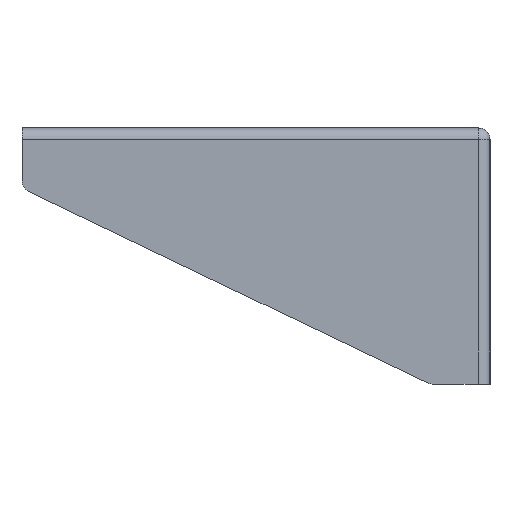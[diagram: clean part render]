
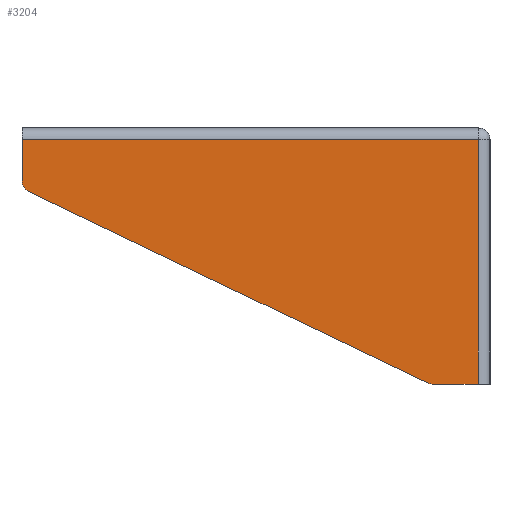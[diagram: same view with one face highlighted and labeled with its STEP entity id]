
A CAD part, left-side view. The second image highlights one B-rep face of the part: STEP entity #3204.
In plain terms, the highlighted planar face has unit normal (-1, 0, 0).
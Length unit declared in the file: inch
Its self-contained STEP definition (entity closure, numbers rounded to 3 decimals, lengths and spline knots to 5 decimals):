
#15 = CARTESIAN_POINT ( 'NONE',  ( -9.64567, 1.94329, 0.55151 ) ) ;
#47 = ORIENTED_EDGE ( 'NONE', *, *, #649, .F. ) ;
#59 = CARTESIAN_POINT ( 'NONE',  ( -9.64567, -1.9, 0.99449 ) ) ;
#96 = CARTESIAN_POINT ( 'NONE',  ( -9.64567, 2., 1.09449 ) ) ;
#171 = VERTEX_POINT ( 'NONE', #2588 ) ;
#190 = ORIENTED_EDGE ( 'NONE', *, *, #4167, .T. ) ;
#244 = DIRECTION ( 'NONE',  ( -1., 0., 0. ) ) ;
#257 = DIRECTION ( 'NONE',  ( 0., 0., -1. ) ) ;
#419 = VECTOR ( 'NONE', #1350, 39.37008 ) ;
#427 = ORIENTED_EDGE ( 'NONE', *, *, #3368, .T. ) ;
#492 = CARTESIAN_POINT ( 'NONE',  ( -9.64567, -1.50702, -0.99449 ) ) ;
#568 = CARTESIAN_POINT ( 'NONE',  ( -9.64567, 2., 0.99449 ) ) ;
#592 = CARTESIAN_POINT ( 'NONE',  ( -9.64567, 2., 0.99449 ) ) ;
#627 = DIRECTION ( 'NONE',  ( 0., -1., 0. ) ) ;
#642 = AXIS2_PLACEMENT_3D ( 'NONE', #3327, #1250, #257 ) ;
#649 = EDGE_CURVE ( 'NONE', #3509, #668, #1516, .T. ) ;
#657 = ORIENTED_EDGE ( 'NONE', *, *, #2804, .F. ) ;
#668 = VERTEX_POINT ( 'NONE', #15 ) ;
#708 = CARTESIAN_POINT ( 'NONE',  ( -9.64567, -1.9, -1.09449 ) ) ;
#719 = VECTOR ( 'NONE', #1095, 39.37008 ) ;
#764 = VERTEX_POINT ( 'NONE', #568 ) ;
#776 = CARTESIAN_POINT ( 'NONE',  ( -9.64567, 2., 0.64165 ) ) ;
#857 = LINE ( 'NONE', #910, #1486 ) ;
#880 = ORIENTED_EDGE ( 'NONE', *, *, #3196, .T. ) ;
#910 = CARTESIAN_POINT ( 'NONE',  ( -9.64567, 2., -1.09449 ) ) ;
#1095 = DIRECTION ( 'NONE',  ( 0., 0., 1. ) ) ;
#1159 = AXIS2_PLACEMENT_3D ( 'NONE', #492, #1901, #3934 ) ;
#1250 = DIRECTION ( 'NONE',  ( 1., 0., 0. ) ) ;
#1350 = DIRECTION ( 'NONE',  ( 0., 0.901, 0.433 ) ) ;
#1433 = EDGE_CURVE ( 'NONE', #2995, #1974, #4344, .T. ) ;
#1486 = VECTOR ( 'NONE', #627, 39.37008 ) ;
#1516 = LINE ( 'NONE', #4151, #419 ) ;
#1583 = VECTOR ( 'NONE', #4393, 39.37008 ) ;
#1619 = ORIENTED_EDGE ( 'NONE', *, *, #1433, .T. ) ;
#1636 = EDGE_CURVE ( 'NONE', #3509, #171, #1723, .T. ) ;
#1723 = CIRCLE ( 'NONE', #1159, 0.1 ) ;
#1901 = DIRECTION ( 'NONE',  ( -1., 0., 0. ) ) ;
#1974 = VERTEX_POINT ( 'NONE', #59 ) ;
#2245 = CARTESIAN_POINT ( 'NONE',  ( -9.64567, 1.9, 0.64165 ) ) ;
#2262 = DIRECTION ( 'NONE',  ( 0., 0., -1. ) ) ;
#2324 = AXIS2_PLACEMENT_3D ( 'NONE', #2245, #244, #2262 ) ;
#2370 = FACE_OUTER_BOUND ( 'NONE', #3285, .T. ) ;
#2481 = LINE ( 'NONE', #592, #1583 ) ;
#2588 = CARTESIAN_POINT ( 'NONE',  ( -9.64567, -1.50702, -1.09449 ) ) ;
#2733 = VERTEX_POINT ( 'NONE', #776 ) ;
#2804 = EDGE_CURVE ( 'NONE', #2733, #764, #4389, .T. ) ;
#2938 = PLANE ( 'NONE',  #642 ) ;
#2988 = CARTESIAN_POINT ( 'NONE',  ( -9.64567, -1.46373, -1.08463 ) ) ;
#2995 = VERTEX_POINT ( 'NONE', #708 ) ;
#3196 = EDGE_CURVE ( 'NONE', #1974, #764, #2481, .T. ) ;
#3204 = ADVANCED_FACE ( 'NONE', ( #2370 ), #2938, .F. ) ;
#3212 = ORIENTED_EDGE ( 'NONE', *, *, #1636, .T. ) ;
#3285 = EDGE_LOOP ( 'NONE', ( #47, #3212, #190, #1619, #880, #657, #427 ) ) ;
#3327 = CARTESIAN_POINT ( 'NONE',  ( -9.64567, 2., 1.09449 ) ) ;
#3368 = EDGE_CURVE ( 'NONE', #2733, #668, #4241, .T. ) ;
#3509 = VERTEX_POINT ( 'NONE', #2988 ) ;
#3664 = CARTESIAN_POINT ( 'NONE',  ( -9.64567, -1.9, 1.09449 ) ) ;
#3934 = DIRECTION ( 'NONE',  ( 0., 0., -1. ) ) ;
#3970 = VECTOR ( 'NONE', #4366, 39.37008 ) ;
#4151 = CARTESIAN_POINT ( 'NONE',  ( -9.64567, -1.48425, -1.09449 ) ) ;
#4167 = EDGE_CURVE ( 'NONE', #171, #2995, #857, .T. ) ;
#4241 = CIRCLE ( 'NONE', #2324, 0.1 ) ;
#4344 = LINE ( 'NONE', #3664, #3970 ) ;
#4366 = DIRECTION ( 'NONE',  ( 0., 0., 1. ) ) ;
#4389 = LINE ( 'NONE', #96, #719 ) ;
#4393 = DIRECTION ( 'NONE',  ( 0., 1., 0. ) ) ;
